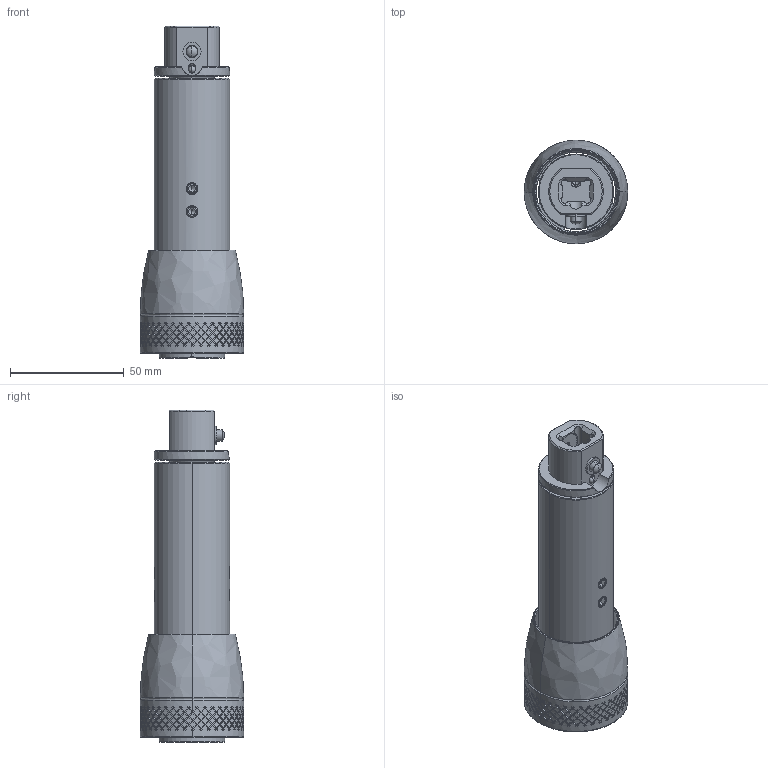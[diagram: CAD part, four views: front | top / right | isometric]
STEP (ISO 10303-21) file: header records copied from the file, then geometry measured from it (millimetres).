
FILE_DESCRIPTION((''),'2;1');
FILE_NAME('8059092441','2024-08-21T16:28:01',('itdsda'),(''),'CREO PARAMETRIC BY PTC INC, 2022414','CREO PARAMETRIC BY PTC INC, 2022414','');
FILE_SCHEMA(('AUTOMOTIVE_DESIGN { 1 0 10303 214 1 1 1 1 }'));
Products named in the file (1): 8059092441
Bounding box: 45.5 x 45.5 x 145.9 mm (x, y, z)
Volume: 118686.3 mm3; surface area: 38189.4 mm2
Topology: 1 solids, 8 shells, 3312 faces, 8994 edges, 5924 vertices
Faces by surface type: bspline 1300, plane 905, extrusion 461, cylinder 440, cone 179, torus 23, sphere 4
Entity records: 161553 total; most frequent: CARTESIAN_POINT 65033, ORIENTED_EDGE 17940, DIRECTION 10532, EDGE_CURVE 8970, VERTEX_POINT 5924, VECTOR 4748, LINE 4287, B_SPLINE_CURVE_WITH_KNOTS 3803
